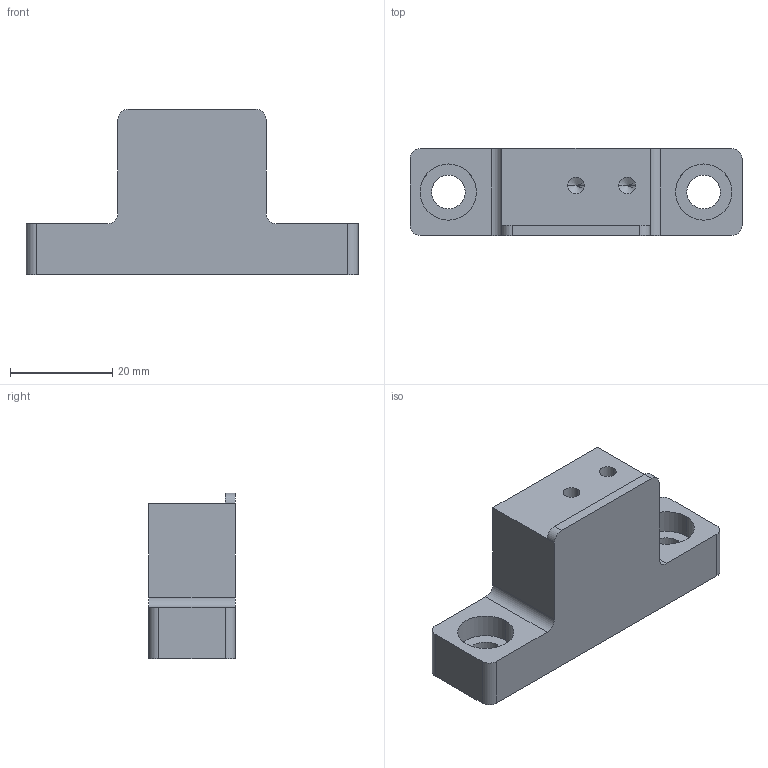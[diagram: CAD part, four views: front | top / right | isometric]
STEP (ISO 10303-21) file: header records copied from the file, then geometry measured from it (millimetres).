
FILE_DESCRIPTION (( 'STEP AP203' ), '1' );
FILE_NAME ('8_DM_sta.STEP', '2021-11-08T12:59:19', ( '' ), ( '' ), 'SwSTEP 2.0', 'SolidWorks 2020', '' );
FILE_SCHEMA (( 'CONFIG_CONTROL_DESIGN' ));
Length unit declared in the file: millimetre
Products named in the file (1): 8_DM_sta
Bounding box: 65 x 17 x 32.38 mm (x, y, z)
Volume: 19619.7 mm3; surface area: 6532.9 mm2
Topology: 1 solids, 1 shells, 48 faces, 121 edges, 75 vertices
Faces by surface type: cylinder 25, plane 17, cone 6
Entity records: 1494 total; most frequent: DIRECTION 263, CARTESIAN_POINT 239, ORIENTED_EDGE 230, EDGE_CURVE 115, AXIS2_PLACEMENT_3D 99, VERTEX_POINT 75, VECTOR 65, LINE 65
